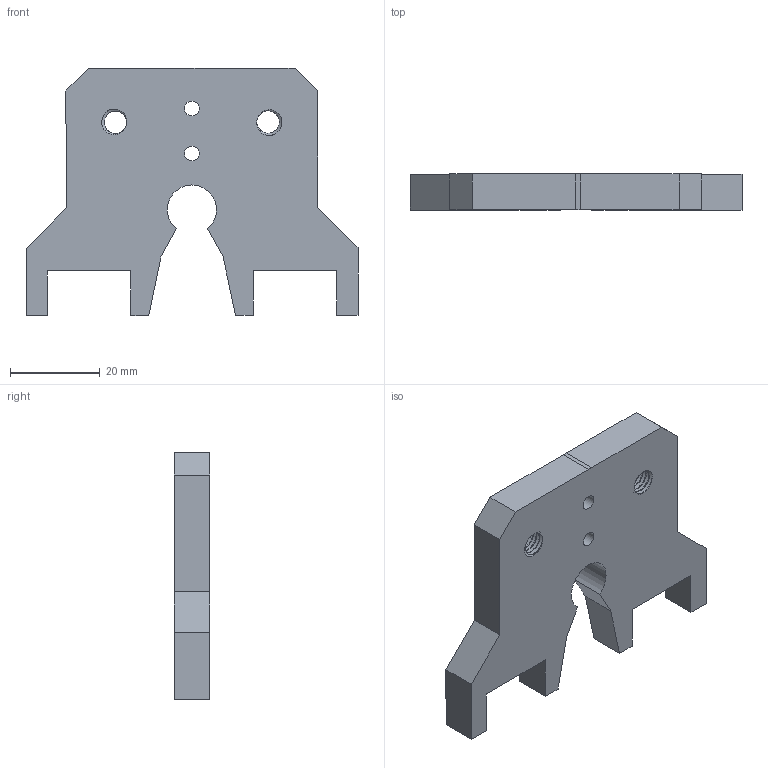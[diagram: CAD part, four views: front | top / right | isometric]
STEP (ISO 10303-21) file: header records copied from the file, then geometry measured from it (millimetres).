
FILE_DESCRIPTION(/* description */ (''),/* implementation_level */ '2;1');
FILE_NAME(/* name */ 'FFC Top Extruder Bracket.step',/* time_stamp */ '2020-09-16T17:46:29-07:00',/* author */ (''),/* organization */ (''),/* preprocessor_version */ 'ST-DEVELOPER v18.1',/* originating_system */ 'Autodesk Translation Framework v9.3.0.1241',/* authorisation */ '');
FILE_SCHEMA (('AUTOMOTIVE_DESIGN { 1 0 10303 214 3 1 1 }'));
Length unit declared in the file: millimetre
Products named in the file (1): FFC Top Extruder Bracket
Bounding box: 73.85 x 8 x 55.14 mm (x, y, z)
Volume: 20758 mm3; surface area: 8459.9 mm2
Topology: 1 solids, 1 shells, 72 faces, 208 edges, 138 vertices
Faces by surface type: cylinder 40, plane 28, bspline 4
Full cylindrical faces by diameter (mm): 3.3 x2, 5.035 x10, 6.147 x6
Entity records: 4823 total; most frequent: CARTESIAN_POINT 3029, ORIENTED_EDGE 416, DIRECTION 284, EDGE_CURVE 208, VERTEX_POINT 138, LINE 114, VECTOR 114, AXIS2_PLACEMENT_3D 85
